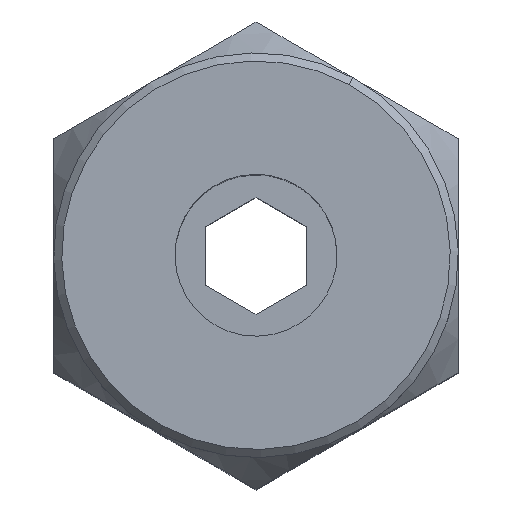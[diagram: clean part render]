
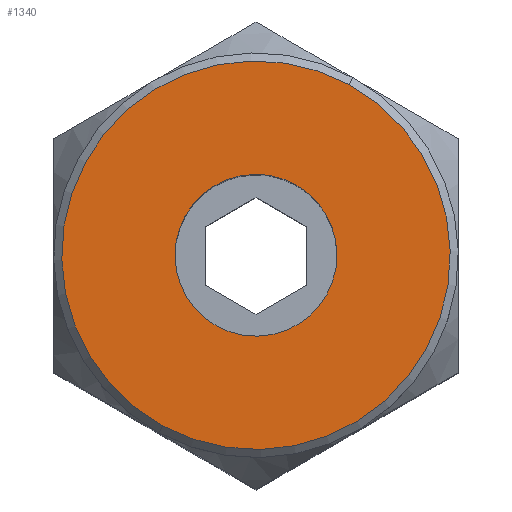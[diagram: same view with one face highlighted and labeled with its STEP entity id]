
A CAD part, top view. The second image highlights one B-rep face of the part: STEP entity #1340.
In plain terms, the highlighted planar face has unit normal (0, 0, 1).
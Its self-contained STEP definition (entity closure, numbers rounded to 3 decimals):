
#1115=CARTESIAN_POINT('Vertex',(-2.301,-4.212,16.5)) ;
#1118=CARTESIAN_POINT('Axis2P3D Location',(0.,0.,16.5)) ;
#1122=CARTESIAN_POINT('Vertex',(2.301,4.212,16.5)) ;
#1142=CARTESIAN_POINT('Axis2P3D Location',(0.,0.,16.5)) ;
#1313=CARTESIAN_POINT('Axis2P3D Location',(0.,5.,16.5)) ;
#1322=CARTESIAN_POINT('Axis2P3D Location',(0.,0.,16.5)) ;
#1326=CARTESIAN_POINT('Vertex',(-1.755,0.959,16.5)) ;
#1328=CARTESIAN_POINT('Vertex',(1.755,-0.959,16.5)) ;
#1331=CARTESIAN_POINT('Axis2P3D Location',(0.,0.,16.5)) ;
#1119=DIRECTION('Axis2P3D Direction',(0.,0.,-1.)) ;
#1143=DIRECTION('Axis2P3D Direction',(0.,0.,-1.)) ;
#1314=DIRECTION('Axis2P3D Direction',(0.,0.,-1.)) ;
#1315=DIRECTION('Axis2P3D XDirection',(1.,0.,0.)) ;
#1323=DIRECTION('Axis2P3D Direction',(0.,0.,-1.)) ;
#1332=DIRECTION('Axis2P3D Direction',(0.,0.,-1.)) ;
#1120=AXIS2_PLACEMENT_3D('Circle Axis2P3D',#1118,#1119,$) ;
#1144=AXIS2_PLACEMENT_3D('Circle Axis2P3D',#1142,#1143,$) ;
#1316=AXIS2_PLACEMENT_3D('Plane Axis2P3D',#1313,#1314,#1315) ;
#1324=AXIS2_PLACEMENT_3D('Circle Axis2P3D',#1322,#1323,$) ;
#1333=AXIS2_PLACEMENT_3D('Circle Axis2P3D',#1331,#1332,$) ;
#1319=ORIENTED_EDGE('',*,*,#1124,.F.) ;
#1320=ORIENTED_EDGE('',*,*,#1146,.F.) ;
#1337=ORIENTED_EDGE('',*,*,#1330,.T.) ;
#1338=ORIENTED_EDGE('',*,*,#1335,.T.) ;
#1339=FACE_BOUND('',#1336,.T.) ;
#1340=ADVANCED_FACE('Body.2',(#1321,#1339),#1317,.F.) ;
#1121=CIRCLE('generated circle',#1120,4.8) ;
#1145=CIRCLE('generated circle',#1144,4.8) ;
#1325=CIRCLE('generated circle',#1324,2.) ;
#1334=CIRCLE('generated circle',#1333,2.) ;
#1124=EDGE_CURVE('',#1116,#1123,#1121,.T.) ;
#1146=EDGE_CURVE('',#1123,#1116,#1145,.T.) ;
#1330=EDGE_CURVE('',#1327,#1329,#1325,.T.) ;
#1335=EDGE_CURVE('',#1329,#1327,#1334,.T.) ;
#1318=EDGE_LOOP('',(#1319,#1320)) ;
#1336=EDGE_LOOP('',(#1337,#1338)) ;
#1321=FACE_OUTER_BOUND('',#1318,.T.) ;
#1317=PLANE('Plane',#1316) ;
#1116=VERTEX_POINT('',#1115) ;
#1123=VERTEX_POINT('',#1122) ;
#1327=VERTEX_POINT('',#1326) ;
#1329=VERTEX_POINT('',#1328) ;
